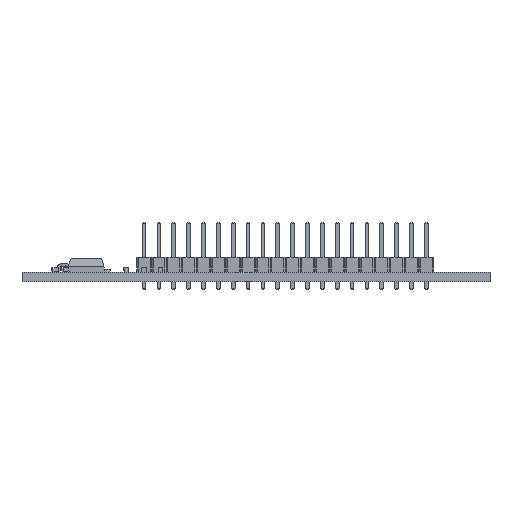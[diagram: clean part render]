
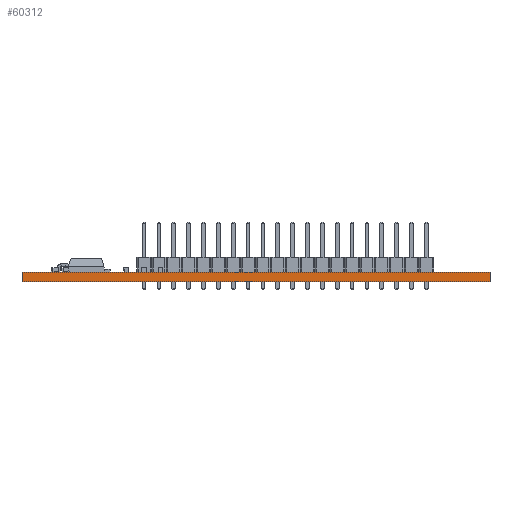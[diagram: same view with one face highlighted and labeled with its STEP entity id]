
A CAD part, front view. The second image highlights one B-rep face of the part: STEP entity #60312.
In plain terms, the highlighted planar face has unit normal (0, -1, 0).
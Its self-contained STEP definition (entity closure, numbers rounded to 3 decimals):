
#60312 = ADVANCED_FACE('',(#60313),#60327,.T.);
#60313 = FACE_BOUND('',#60314,.T.);
#60314 = EDGE_LOOP('',(#60315,#60350,#60378,#60406));
#60315 = ORIENTED_EDGE('',*,*,#60316,.T.);
#60316 = EDGE_CURVE('',#60317,#60319,#60321,.T.);
#60317 = VERTEX_POINT('',#60318);
#60318 = CARTESIAN_POINT('',(130.,-130.,0.));
#60319 = VERTEX_POINT('',#60320);
#60320 = CARTESIAN_POINT('',(130.,-130.,1.58));
#60321 = SURFACE_CURVE('',#60322,(#60326,#60338),.PCURVE_S1.);
#60322 = LINE('',#60323,#60324);
#60323 = CARTESIAN_POINT('',(130.,-130.,0.));
#60324 = VECTOR('',#60325,1.);
#60325 = DIRECTION('',(0.,0.,1.));
#60326 = PCURVE('',#60327,#60332);
#60327 = PLANE('',#60328);
#60328 = AXIS2_PLACEMENT_3D('',#60329,#60330,#60331);
#60329 = CARTESIAN_POINT('',(130.,-130.,0.));
#60330 = DIRECTION('',(0.,-1.,0.));
#60331 = DIRECTION('',(-1.,0.,0.));
#60332 = DEFINITIONAL_REPRESENTATION('',(#60333),#60337);
#60333 = LINE('',#60334,#60335);
#60334 = CARTESIAN_POINT('',(0.,-0.));
#60335 = VECTOR('',#60336,1.);
#60336 = DIRECTION('',(0.,-1.));
#60337 = ( GEOMETRIC_REPRESENTATION_CONTEXT(2) 
PARAMETRIC_REPRESENTATION_CONTEXT() REPRESENTATION_CONTEXT('2D SPACE',''
  ) );
#60338 = PCURVE('',#60339,#60344);
#60339 = PLANE('',#60340);
#60340 = AXIS2_PLACEMENT_3D('',#60341,#60342,#60343);
#60341 = CARTESIAN_POINT('',(130.,-50.,0.));
#60342 = DIRECTION('',(1.,0.,-0.));
#60343 = DIRECTION('',(0.,-1.,0.));
#60344 = DEFINITIONAL_REPRESENTATION('',(#60345),#60349);
#60345 = LINE('',#60346,#60347);
#60346 = CARTESIAN_POINT('',(80.,0.));
#60347 = VECTOR('',#60348,1.);
#60348 = DIRECTION('',(0.,-1.));
#60349 = ( GEOMETRIC_REPRESENTATION_CONTEXT(2) 
PARAMETRIC_REPRESENTATION_CONTEXT() REPRESENTATION_CONTEXT('2D SPACE',''
  ) );
#60350 = ORIENTED_EDGE('',*,*,#60351,.T.);
#60351 = EDGE_CURVE('',#60319,#60352,#60354,.T.);
#60352 = VERTEX_POINT('',#60353);
#60353 = CARTESIAN_POINT('',(50.,-130.,1.58));
#60354 = SURFACE_CURVE('',#60355,(#60359,#60366),.PCURVE_S1.);
#60355 = LINE('',#60356,#60357);
#60356 = CARTESIAN_POINT('',(130.,-130.,1.58));
#60357 = VECTOR('',#60358,1.);
#60358 = DIRECTION('',(-1.,0.,0.));
#60359 = PCURVE('',#60327,#60360);
#60360 = DEFINITIONAL_REPRESENTATION('',(#60361),#60365);
#60361 = LINE('',#60362,#60363);
#60362 = CARTESIAN_POINT('',(0.,-1.58));
#60363 = VECTOR('',#60364,1.);
#60364 = DIRECTION('',(1.,0.));
#60365 = ( GEOMETRIC_REPRESENTATION_CONTEXT(2) 
PARAMETRIC_REPRESENTATION_CONTEXT() REPRESENTATION_CONTEXT('2D SPACE',''
  ) );
#60366 = PCURVE('',#60367,#60372);
#60367 = PLANE('',#60368);
#60368 = AXIS2_PLACEMENT_3D('',#60369,#60370,#60371);
#60369 = CARTESIAN_POINT('',(90.,-90.,1.58));
#60370 = DIRECTION('',(-0.,-0.,-1.));
#60371 = DIRECTION('',(-1.,0.,0.));
#60372 = DEFINITIONAL_REPRESENTATION('',(#60373),#60377);
#60373 = LINE('',#60374,#60375);
#60374 = CARTESIAN_POINT('',(-40.,-40.));
#60375 = VECTOR('',#60376,1.);
#60376 = DIRECTION('',(1.,0.));
#60377 = ( GEOMETRIC_REPRESENTATION_CONTEXT(2) 
PARAMETRIC_REPRESENTATION_CONTEXT() REPRESENTATION_CONTEXT('2D SPACE',''
  ) );
#60378 = ORIENTED_EDGE('',*,*,#60379,.F.);
#60379 = EDGE_CURVE('',#60380,#60352,#60382,.T.);
#60380 = VERTEX_POINT('',#60381);
#60381 = CARTESIAN_POINT('',(50.,-130.,0.));
#60382 = SURFACE_CURVE('',#60383,(#60387,#60394),.PCURVE_S1.);
#60383 = LINE('',#60384,#60385);
#60384 = CARTESIAN_POINT('',(50.,-130.,0.));
#60385 = VECTOR('',#60386,1.);
#60386 = DIRECTION('',(0.,0.,1.));
#60387 = PCURVE('',#60327,#60388);
#60388 = DEFINITIONAL_REPRESENTATION('',(#60389),#60393);
#60389 = LINE('',#60390,#60391);
#60390 = CARTESIAN_POINT('',(80.,0.));
#60391 = VECTOR('',#60392,1.);
#60392 = DIRECTION('',(0.,-1.));
#60393 = ( GEOMETRIC_REPRESENTATION_CONTEXT(2) 
PARAMETRIC_REPRESENTATION_CONTEXT() REPRESENTATION_CONTEXT('2D SPACE',''
  ) );
#60394 = PCURVE('',#60395,#60400);
#60395 = PLANE('',#60396);
#60396 = AXIS2_PLACEMENT_3D('',#60397,#60398,#60399);
#60397 = CARTESIAN_POINT('',(50.,-130.,0.));
#60398 = DIRECTION('',(-1.,0.,0.));
#60399 = DIRECTION('',(0.,1.,0.));
#60400 = DEFINITIONAL_REPRESENTATION('',(#60401),#60405);
#60401 = LINE('',#60402,#60403);
#60402 = CARTESIAN_POINT('',(0.,0.));
#60403 = VECTOR('',#60404,1.);
#60404 = DIRECTION('',(0.,-1.));
#60405 = ( GEOMETRIC_REPRESENTATION_CONTEXT(2) 
PARAMETRIC_REPRESENTATION_CONTEXT() REPRESENTATION_CONTEXT('2D SPACE',''
  ) );
#60406 = ORIENTED_EDGE('',*,*,#60407,.F.);
#60407 = EDGE_CURVE('',#60317,#60380,#60408,.T.);
#60408 = SURFACE_CURVE('',#60409,(#60413,#60420),.PCURVE_S1.);
#60409 = LINE('',#60410,#60411);
#60410 = CARTESIAN_POINT('',(130.,-130.,0.));
#60411 = VECTOR('',#60412,1.);
#60412 = DIRECTION('',(-1.,0.,0.));
#60413 = PCURVE('',#60327,#60414);
#60414 = DEFINITIONAL_REPRESENTATION('',(#60415),#60419);
#60415 = LINE('',#60416,#60417);
#60416 = CARTESIAN_POINT('',(0.,-0.));
#60417 = VECTOR('',#60418,1.);
#60418 = DIRECTION('',(1.,0.));
#60419 = ( GEOMETRIC_REPRESENTATION_CONTEXT(2) 
PARAMETRIC_REPRESENTATION_CONTEXT() REPRESENTATION_CONTEXT('2D SPACE',''
  ) );
#60420 = PCURVE('',#60421,#60426);
#60421 = PLANE('',#60422);
#60422 = AXIS2_PLACEMENT_3D('',#60423,#60424,#60425);
#60423 = CARTESIAN_POINT('',(90.,-90.,0.));
#60424 = DIRECTION('',(-0.,-0.,-1.));
#60425 = DIRECTION('',(-1.,0.,0.));
#60426 = DEFINITIONAL_REPRESENTATION('',(#60427),#60431);
#60427 = LINE('',#60428,#60429);
#60428 = CARTESIAN_POINT('',(-40.,-40.));
#60429 = VECTOR('',#60430,1.);
#60430 = DIRECTION('',(1.,0.));
#60431 = ( GEOMETRIC_REPRESENTATION_CONTEXT(2) 
PARAMETRIC_REPRESENTATION_CONTEXT() REPRESENTATION_CONTEXT('2D SPACE',''
  ) );
